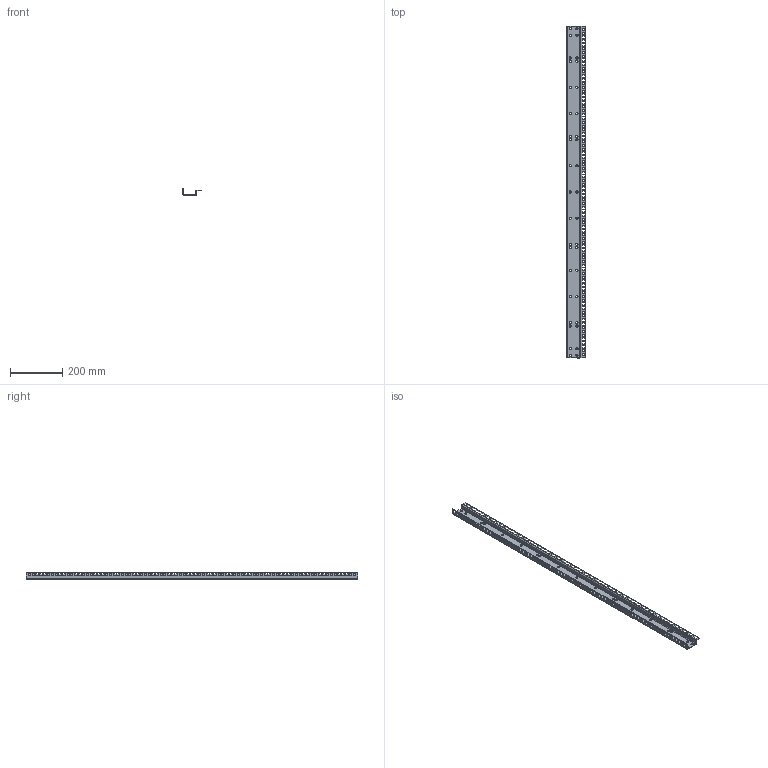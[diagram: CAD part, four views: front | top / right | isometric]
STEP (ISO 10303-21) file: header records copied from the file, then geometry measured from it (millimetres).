
FILE_DESCRIPTION (( 'STEP AP214' ), '1' );
FILE_NAME ('992.029.STEP', '2024-10-04T07:21:14', ( '' ), ( '' ), 'SwSTEP 2.0', 'SolidWorks 2021', '' );
FILE_SCHEMA (( 'AUTOMOTIVE_DESIGN' ));
Length unit declared in the file: millimetre
Products named in the file (1): 992.029
Bounding box: 70 x 1270 x 25 mm (x, y, z)
Volume: 237130.8 mm3; surface area: 257588.8 mm2
Topology: 1 solids, 1 shells, 786 faces, 2328 edges, 1544 vertices
Faces by surface type: plane 704, cylinder 82
Entity records: 26710 total; most frequent: CARTESIAN_POINT 4659, ORIENTED_EDGE 4656, DIRECTION 4066, EDGE_CURVE 2328, LINE 2164, VECTOR 2164, VERTEX_POINT 1544, EDGE_LOOP 1202
